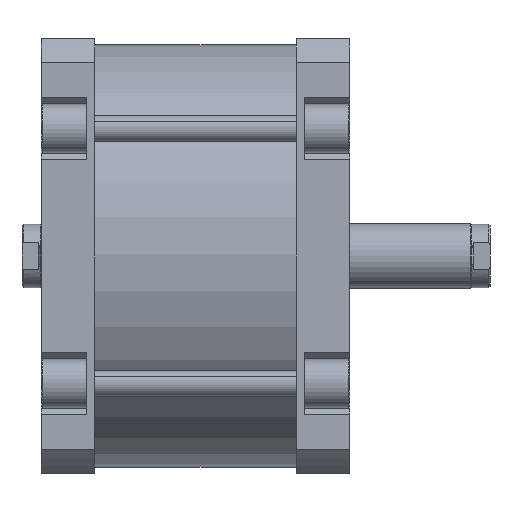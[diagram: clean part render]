
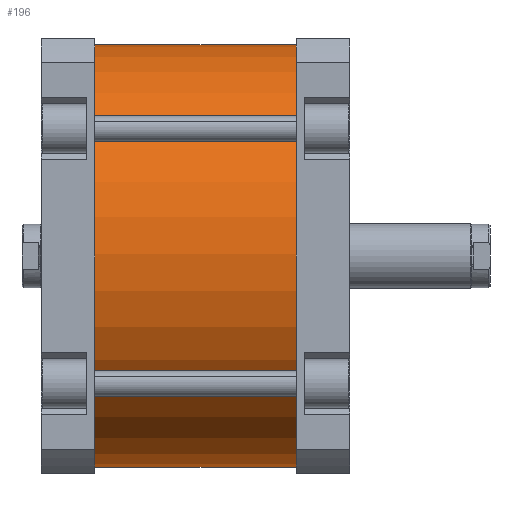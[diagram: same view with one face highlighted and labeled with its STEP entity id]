
A CAD part, front view. The second image highlights one B-rep face of the part: STEP entity #196.
In plain terms, the highlighted cylindrical face has radius 131 mm (diameter 262 mm), a partial arc.
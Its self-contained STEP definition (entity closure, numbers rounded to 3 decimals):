
#196 = ADVANCED_FACE ( 'NONE', ( #5527 ), #5530, .T. ) ;
#258 = EDGE_CURVE ( 'NONE', #2295, #2302, #5672, .T. ) ;
#667 = EDGE_CURVE ( 'NONE', #2305, #2303, #1937, .T. ) ;
#672 = EDGE_CURVE ( 'NONE', #2305, #2295, #1947, .T. ) ;
#674 = EDGE_CURVE ( 'NONE', #2303, #2302, #1950, .T. ) ;
#1553 = AXIS2_PLACEMENT_3D ( 'NONE', #2955, #2954, #2953 ) ;
#1778 = AXIS2_PLACEMENT_3D ( 'NONE', #4202, #4204, #4205 ) ;
#1780 = AXIS2_PLACEMENT_3D ( 'NONE', #4199, #4209, #4210 ) ;
#1932 = VECTOR ( 'NONE', #4191, 1000. ) ;
#1937 = LINE ( 'NONE', #4185, #1932 ) ;
#1947 = CIRCLE ( 'NONE', #1778, 131. ) ;
#1950 = CIRCLE ( 'NONE', #1780, 131. ) ;
#2295 = VERTEX_POINT ( 'NONE', #4310 ) ;
#2302 = VERTEX_POINT ( 'NONE', #4317 ) ;
#2303 = VERTEX_POINT ( 'NONE', #4318 ) ;
#2305 = VERTEX_POINT ( 'NONE', #4320 ) ;
#2953 = DIRECTION ( 'NONE',  ( -1., 0., 0. ) ) ;
#2954 = DIRECTION ( 'NONE',  ( 0., 0., -1. ) ) ;
#2955 = CARTESIAN_POINT ( 'NONE',  ( 0., 0., 125. ) ) ;
#3184 = CARTESIAN_POINT ( 'NONE',  ( -131., 0., 125. ) ) ;
#3191 = DIRECTION ( 'NONE',  ( 0., 0., -1. ) ) ;
#4185 = CARTESIAN_POINT ( 'NONE',  ( 131., 0., 125. ) ) ;
#4191 = DIRECTION ( 'NONE',  ( 0., 0., -1. ) ) ;
#4199 = CARTESIAN_POINT ( 'NONE',  ( 0., 0., 0. ) ) ;
#4202 = CARTESIAN_POINT ( 'NONE',  ( 0., 0., 125. ) ) ;
#4204 = DIRECTION ( 'NONE',  ( 0., 0., 1. ) ) ;
#4205 = DIRECTION ( 'NONE',  ( 1., 0., 0. ) ) ;
#4209 = DIRECTION ( 'NONE',  ( 0., 0., 1. ) ) ;
#4210 = DIRECTION ( 'NONE',  ( 1., 0., 0. ) ) ;
#4310 = CARTESIAN_POINT ( 'NONE',  ( -131., 0., 125. ) ) ;
#4317 = CARTESIAN_POINT ( 'NONE',  ( -131., 0., 0. ) ) ;
#4318 = CARTESIAN_POINT ( 'NONE',  ( 131., 0., 0. ) ) ;
#4320 = CARTESIAN_POINT ( 'NONE',  ( 131., 0., 125. ) ) ;
#4816 = ORIENTED_EDGE ( 'NONE', *, *, #667, .T. ) ;
#4819 = ORIENTED_EDGE ( 'NONE', *, *, #258, .F. ) ;
#4822 = ORIENTED_EDGE ( 'NONE', *, *, #674, .T. ) ;
#4843 = ORIENTED_EDGE ( 'NONE', *, *, #672, .F. ) ;
#5096 = EDGE_LOOP ( 'NONE', ( #4843, #4816, #4822, #4819 ) ) ;
#5527 = FACE_OUTER_BOUND ( 'NONE', #5096, .T. ) ;
#5530 = CYLINDRICAL_SURFACE ( 'NONE', #1553, 131. ) ;
#5668 = VECTOR ( 'NONE', #3191, 1000. ) ;
#5672 = LINE ( 'NONE', #3184, #5668 ) ;
